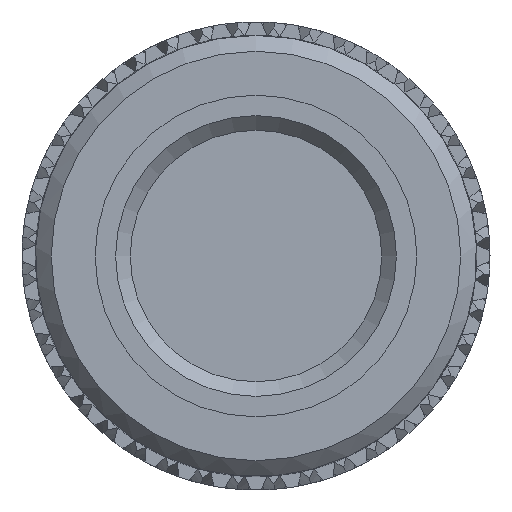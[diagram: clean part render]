
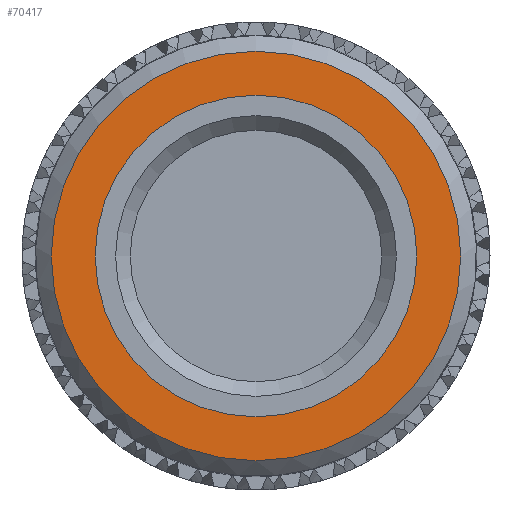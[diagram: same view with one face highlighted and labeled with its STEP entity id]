
A CAD part, front view. The second image highlights one B-rep face of the part: STEP entity #70417.
In plain terms, the highlighted planar face has unit normal (0, -1, 0).
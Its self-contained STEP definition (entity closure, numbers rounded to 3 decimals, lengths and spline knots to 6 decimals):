
#5629 = PLANE ( 'NONE',  #36721 ) ;
#6402 = EDGE_CURVE ( 'NONE', #63910, #63910, #8921, .T. ) ;
#6918 = EDGE_CURVE ( 'NONE', #33572, #33572, #54060, .T. ) ;
#7211 = ORIENTED_EDGE ( 'NONE', *, *, #6402, .F. ) ;
#8921 = CIRCLE ( 'NONE', #34744, 0.055 ) ;
#13718 = CARTESIAN_POINT ( 'NONE',  ( 0., -0.119059, 0. ) ) ;
#15076 = CARTESIAN_POINT ( 'NONE',  ( 0., -0.119059, 0. ) ) ;
#16148 = ORIENTED_EDGE ( 'NONE', *, *, #6918, .T. ) ;
#18548 = DIRECTION ( 'NONE',  ( 1., 0., 0. ) ) ;
#20269 = CARTESIAN_POINT ( 'NONE',  ( 0.07, -0.119059, 0. ) ) ;
#31828 = FACE_OUTER_BOUND ( 'NONE', #57303, .T. ) ;
#33572 = VERTEX_POINT ( 'NONE', #20269 ) ;
#34744 = AXIS2_PLACEMENT_3D ( 'NONE', #15076, #64375, #66797 ) ;
#36721 = AXIS2_PLACEMENT_3D ( 'NONE', #80018, #50405, #18548 ) ;
#48804 = FACE_BOUND ( 'NONE', #68759, .T. ) ;
#50405 = DIRECTION ( 'NONE',  ( 0., -1., 0. ) ) ;
#51250 = DIRECTION ( 'NONE',  ( 0., -1., 0. ) ) ;
#52427 = DIRECTION ( 'NONE',  ( 1., 0., 0. ) ) ;
#54060 = CIRCLE ( 'NONE', #60547, 0.07 ) ;
#57303 = EDGE_LOOP ( 'NONE', ( #16148 ) ) ;
#60547 = AXIS2_PLACEMENT_3D ( 'NONE', #13718, #51250, #52427 ) ;
#63910 = VERTEX_POINT ( 'NONE', #64311 ) ;
#64311 = CARTESIAN_POINT ( 'NONE',  ( 0.055, -0.119059, 0. ) ) ;
#64375 = DIRECTION ( 'NONE',  ( 0., -1., 0. ) ) ;
#66797 = DIRECTION ( 'NONE',  ( 1., 0., 0. ) ) ;
#68759 = EDGE_LOOP ( 'NONE', ( #7211 ) ) ;
#70417 = ADVANCED_FACE ( 'NONE', ( #31828, #48804 ), #5629, .T. ) ;
#80018 = CARTESIAN_POINT ( 'NONE',  ( 0., -0.119059, 0. ) ) ;
